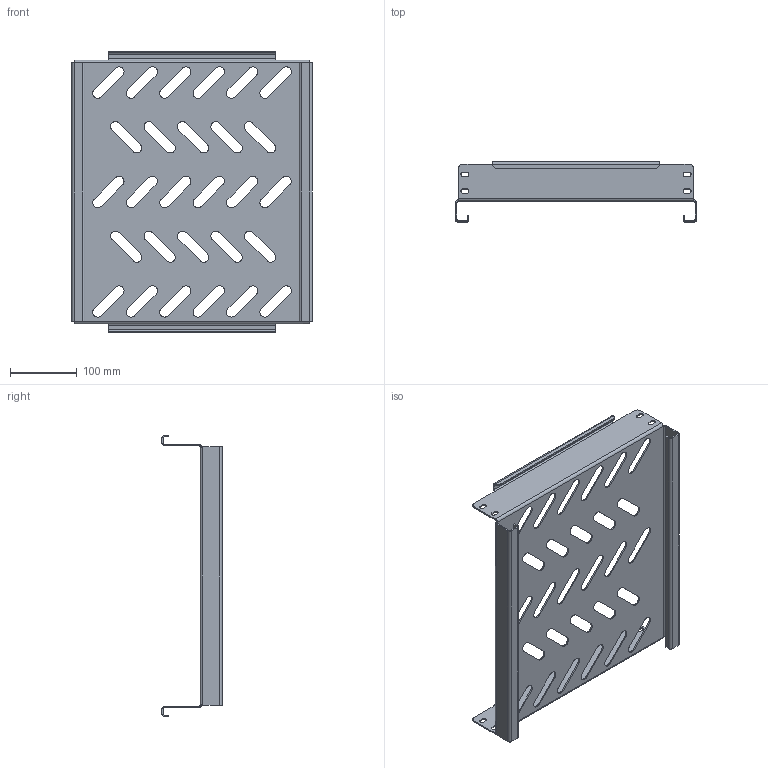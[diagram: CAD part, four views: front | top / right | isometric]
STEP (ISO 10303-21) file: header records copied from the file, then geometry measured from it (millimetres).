
FILE_DESCRIPTION (( 'STEP AP214' ), '1' );
FILE_NAME ('945.354.STEP', '2024-09-25T11:55:54', ( '' ), ( '' ), 'SwSTEP 2.0', 'SolidWorks 2021', '' );
FILE_SCHEMA (( 'AUTOMOTIVE_DESIGN' ));
Length unit declared in the file: millimetre
Products named in the file (1): 945.354
Bounding box: 360 x 90 x 420 mm (x, y, z)
Volume: 411746.6 mm3; surface area: 423931 mm2
Topology: 1 solids, 1 shells, 302 faces, 812 edges, 512 vertices
Faces by surface type: plane 150, cylinder 144, bspline 8
Entity records: 9994 total; most frequent: CARTESIAN_POINT 2127, DIRECTION 1650, ORIENTED_EDGE 1624, EDGE_CURVE 812, AXIS2_PLACEMENT_3D 583, VERTEX_POINT 512, VECTOR 484, LINE 484
